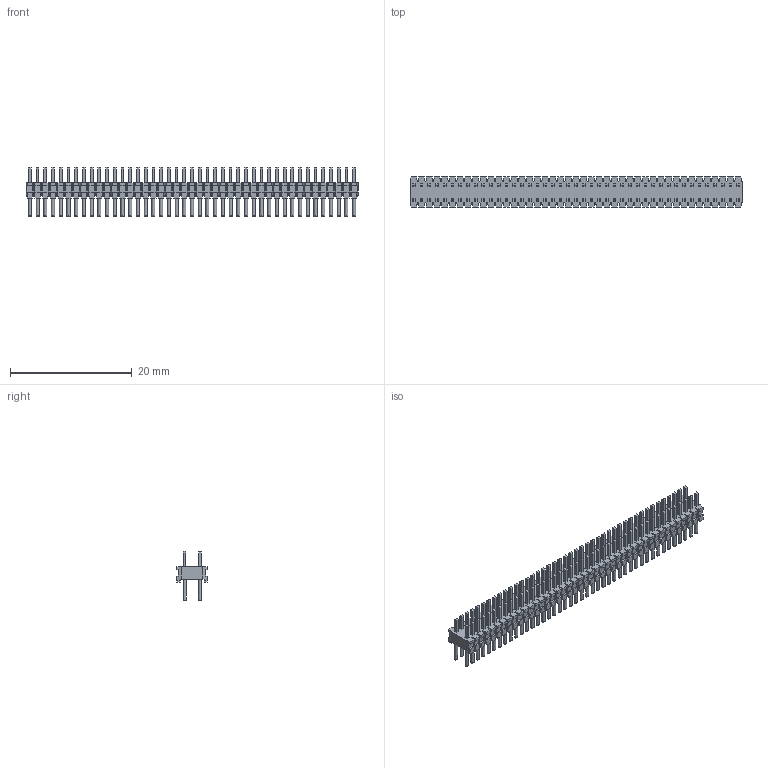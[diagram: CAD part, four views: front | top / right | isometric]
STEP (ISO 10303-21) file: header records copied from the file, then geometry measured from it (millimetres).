
FILE_DESCRIPTION(('FreeCAD Model'),'2;1');
FILE_NAME('Open CASCADE Shape Model','2025-01-09T15:01:49',(''),(''), 'Open CASCADE STEP processor 7.8','FreeCAD','Unknown');
FILE_SCHEMA(('AUTOMOTIVE_DESIGN { 1 0 10303 214 1 1 1 1 }'));
Length unit declared in the file: millimetre
Products named in the file (2): TMS-143-D_header; T-1M6-43-02-D
Bounding box: 54.61 x 4.98 x 8.13 mm (x, y, z)
Volume: 701 mm3; surface area: 2898.3 mm2
Topology: 2 solids, 2 shells, 2772 faces, 8128 edges, 5360 vertices
Faces by surface type: plane 2686, cylinder 86
Full cylindrical faces by diameter (mm): 0.508 x86
Entity records: 90786 total; most frequent: CARTESIAN_POINT 16347, ORIENTED_EDGE 16256, DIRECTION 14108, EDGE_CURVE 8128, LINE 7522, VECTOR 7522, VERTEX_POINT 5360, AXIS2_PLACEMENT_3D 3293
